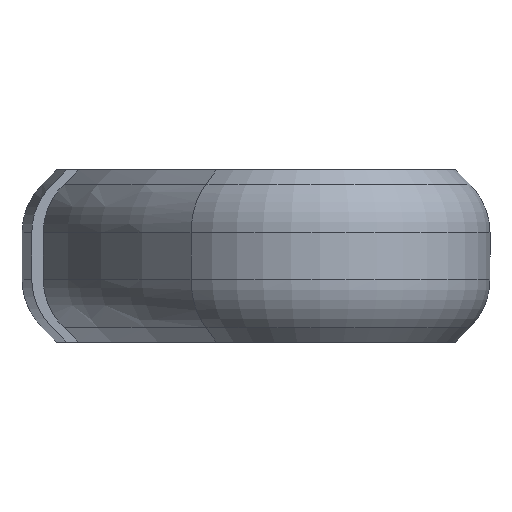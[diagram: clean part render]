
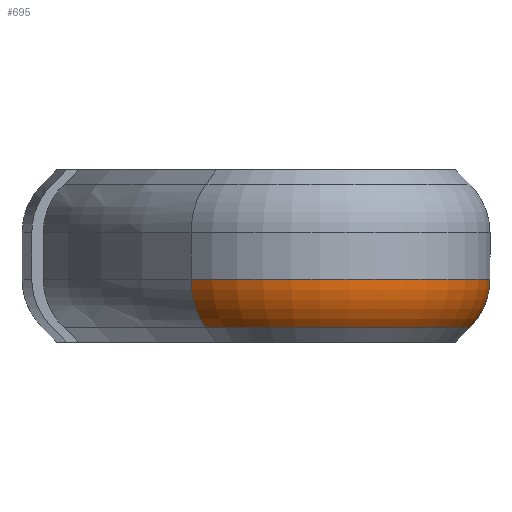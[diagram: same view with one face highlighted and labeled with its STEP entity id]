
A CAD part, front view. The second image highlights one B-rep face of the part: STEP entity #695.
In plain terms, the highlighted toroidal (fillet/blend) face has major radius 3.51 mm and minor radius 2.34 mm.
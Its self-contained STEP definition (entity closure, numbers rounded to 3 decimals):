
#117=FACE_OUTER_BOUND('',#162,.T.);
#162=EDGE_LOOP('',(#503,#504,#505,#506));
#206=B_SPLINE_CURVE_WITH_KNOTS('',3,(#1172,#1173,#1174,#1175,#1176,#1177),
 .UNSPECIFIED.,.F.,.F.,(4,2,4),(-0.158,-0.078,0.),
 .UNSPECIFIED.);
#237=CIRCLE('',#763,5.85);
#238=CIRCLE('',#764,2.34);
#239=CIRCLE('',#765,5.165);
#303=VERTEX_POINT('',#1165);
#304=VERTEX_POINT('',#1166);
#305=VERTEX_POINT('',#1168);
#306=VERTEX_POINT('',#1170);
#380=EDGE_CURVE('',#303,#304,#237,.T.);
#381=EDGE_CURVE('',#304,#305,#238,.T.);
#382=EDGE_CURVE('',#305,#306,#239,.T.);
#383=EDGE_CURVE('',#306,#303,#206,.T.);
#503=ORIENTED_EDGE('',*,*,#380,.T.);
#504=ORIENTED_EDGE('',*,*,#381,.T.);
#505=ORIENTED_EDGE('',*,*,#382,.T.);
#506=ORIENTED_EDGE('',*,*,#383,.T.);
#679=TOROIDAL_SURFACE('',#762,3.51,2.34);
#695=ADVANCED_FACE('',(#117),#679,.T.);
#762=AXIS2_PLACEMENT_3D('',#1164,#901,#902);
#763=AXIS2_PLACEMENT_3D('',#1167,#903,#904);
#764=AXIS2_PLACEMENT_3D('',#1169,#905,#906);
#765=AXIS2_PLACEMENT_3D('',#1171,#907,#908);
#901=DIRECTION('center_axis',(0.,0.,-1.));
#902=DIRECTION('ref_axis',(-1.,0.,0.));
#903=DIRECTION('center_axis',(0.,0.,-1.));
#904=DIRECTION('ref_axis',(0.697,-0.717,0.));
#905=DIRECTION('center_axis',(0.675,-0.738,-0.001));
#906=DIRECTION('ref_axis',(-0.523,-0.476,-0.707));
#907=DIRECTION('center_axis',(0.,0.,
1.));
#908=DIRECTION('ref_axis',(0.697,-0.717,0.));
#1164=CARTESIAN_POINT('Origin',(2.533,-5.691,1.289));
#1165=CARTESIAN_POINT('',(6.595,-1.48,1.289));
#1166=CARTESIAN_POINT('',(-1.785,-9.637,1.289));
#1167=CARTESIAN_POINT('Origin',(2.533,-5.691,1.289));
#1168=CARTESIAN_POINT('',(-1.281,-9.173,-0.365));
#1169=CARTESIAN_POINT('Origin',(-0.058,-8.058,1.289));
#1170=CARTESIAN_POINT('',(6.097,-1.952,-0.365));
#1171=CARTESIAN_POINT('Origin',(2.533,-5.691,-0.365));
#1172=CARTESIAN_POINT('Ctrl Pts',(6.097,-1.952,-0.365));
#1173=CARTESIAN_POINT('Ctrl Pts',(6.256,-1.801,-0.146));
#1174=CARTESIAN_POINT('Ctrl Pts',(6.382,-1.682,0.115));
#1175=CARTESIAN_POINT('Ctrl Pts',(6.552,-1.521,0.683));
#1176=CARTESIAN_POINT('Ctrl Pts',(6.595,-1.48,0.985));
#1177=CARTESIAN_POINT('Ctrl Pts',(6.595,-1.48,1.289));
